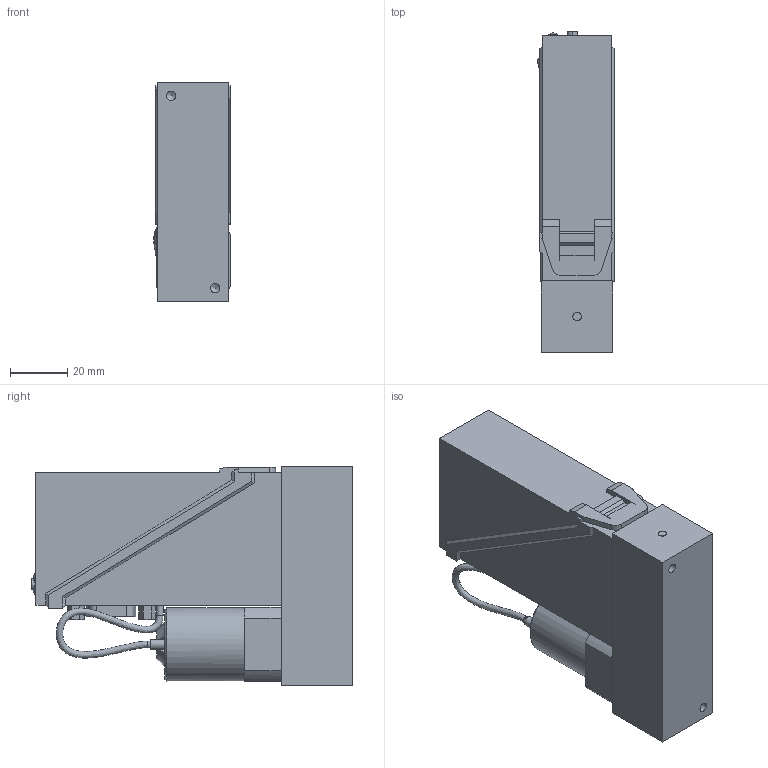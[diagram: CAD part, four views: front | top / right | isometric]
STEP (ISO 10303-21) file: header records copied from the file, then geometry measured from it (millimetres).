
FILE_DESCRIPTION(/* description */ (''),/* implementation_level */ '2;1');
FILE_NAME(/* name */ 'F-201CB.stp',/* time_stamp */ '2021-05-03T13:46:12+02:00',/* author */ ('M-Huiskes'),/* organization */ (''),/* preprocessor_version */ 'ST-DEVELOPER v18.1',/* originating_system */ 'Autodesk Inventor 2021',/* authorisation */ '');
FILE_SCHEMA (('AUTOMOTIVE_DESIGN { 1 0 10303 214 3 1 1 }'));
Length unit declared in the file: millimetre
Products named in the file (1): Part9
Bounding box: 26.81 x 112.56 x 77 mm (x, y, z)
Volume: 169281 mm3; surface area: 30706.4 mm2
Topology: 7 solids, 12 shells, 547 faces, 1385 edges, 865 vertices
Faces by surface type: plane 304, cylinder 110, cone 66, bspline 33, sphere 22, torus 12
Full cylindrical faces by diameter (mm): 2.318 x3, 2.693 x1, 3 x2, 3.242 x2, 3.318 x1, 5.5 x5, 6 x4, 8.2 x1, 8.3 x1, 25.9 x1
Entity records: 16532 total; most frequent: CARTESIAN_POINT 3566, ORIENTED_EDGE 2676, DIRECTION 2633, EDGE_CURVE 1338, AXIS2_PLACEMENT_3D 897, VERTEX_POINT 865, LINE 839, VECTOR 839
